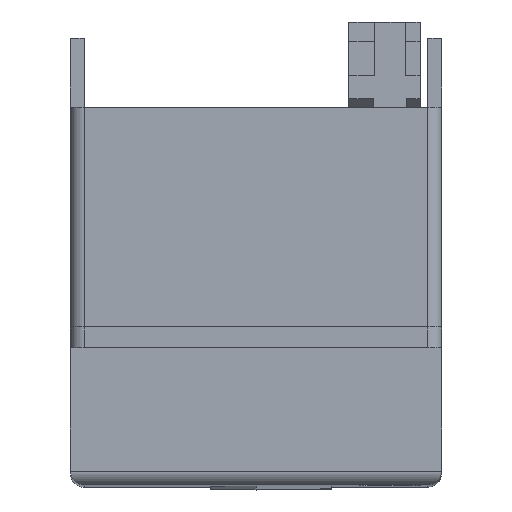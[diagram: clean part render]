
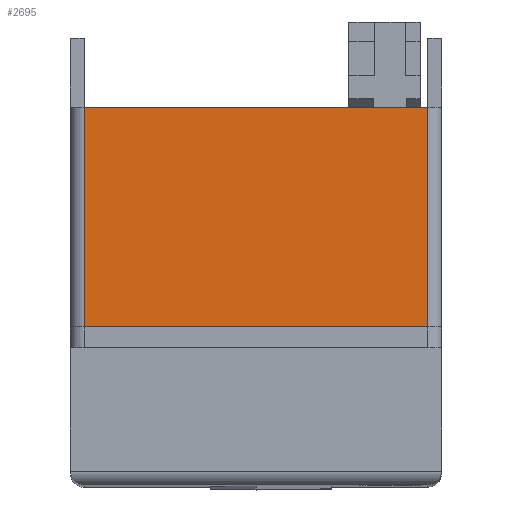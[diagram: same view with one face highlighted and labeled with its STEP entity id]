
A CAD part, top view. The second image highlights one B-rep face of the part: STEP entity #2695.
In plain terms, the highlighted face is planar.
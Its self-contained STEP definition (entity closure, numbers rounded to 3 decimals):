
#313=ORIENTED_EDGE('',*,*,#1051,.T.);
#314=ORIENTED_EDGE('',*,*,#1056,.T.);
#315=ORIENTED_EDGE('',*,*,#1057,.F.);
#316=ORIENTED_EDGE('',*,*,#1058,.T.);
#1051=EDGE_CURVE('',#1412,#1411,#1688,.T.);
#1056=EDGE_CURVE('',#1411,#1415,#1692,.T.);
#1057=EDGE_CURVE('',#1416,#1415,#1693,.T.);
#1058=EDGE_CURVE('',#1416,#1412,#1694,.F.);
#1411=VERTEX_POINT('',#4095);
#1412=VERTEX_POINT('',#4097);
#1415=VERTEX_POINT('',#4106);
#1416=VERTEX_POINT('',#4108);
#1688=LINE('',#4096,#2028);
#1692=LINE('',#4105,#2032);
#1693=LINE('',#4107,#2033);
#1694=LINE('',#4109,#2034);
#2028=VECTOR('',#3283,1000.);
#2032=VECTOR('',#3291,1000.);
#2033=VECTOR('',#3292,1000.);
#2034=VECTOR('',#3293,1000.);
#2266=EDGE_LOOP('',(#313,#314,#315,#316));
#2422=FACE_BOUND('',#2266,.T.);
#2575=PLANE('',#2895);
#2695=ADVANCED_FACE('',(#2422),#2575,.F.);
#2895=AXIS2_PLACEMENT_3D('',#4104,#3289,#3290);
#3283=DIRECTION('',(-1.,0.,0.));
#3289=DIRECTION('',(0.,-1.,0.));
#3290=DIRECTION('',(0.,0.,-1.));
#3291=DIRECTION('',(0.,0.,1.));
#3292=DIRECTION('',(-1.,0.,0.));
#3293=DIRECTION('',(0.,0.,1.));
#4095=CARTESIAN_POINT('',(-25.,200.,0.));
#4096=CARTESIAN_POINT('',(27.,200.,0.));
#4097=CARTESIAN_POINT('',(25.,200.,0.));
#4104=CARTESIAN_POINT('',(27.,200.,0.));
#4105=CARTESIAN_POINT('',(-25.,200.,0.));
#4106=CARTESIAN_POINT('',(-25.,200.,32.));
#4107=CARTESIAN_POINT('',(27.,200.,32.));
#4108=CARTESIAN_POINT('',(25.,200.,32.));
#4109=CARTESIAN_POINT('',(25.,200.,0.));
